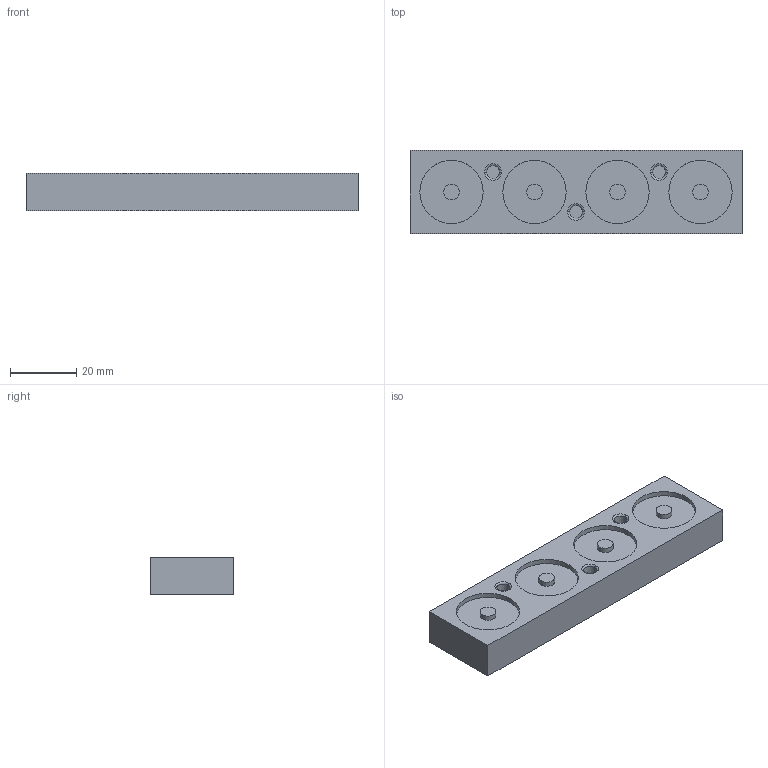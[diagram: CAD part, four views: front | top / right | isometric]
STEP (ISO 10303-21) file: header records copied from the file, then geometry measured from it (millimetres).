
FILE_DESCRIPTION (( 'STEP AP214' ), '1' );
FILE_NAME ('OWV Rev5 seal mold female.STEP', '2020-04-07T16:11:57', ( '' ), ( '' ), 'SwSTEP 2.0', 'SolidWorks 2019', '' );
FILE_SCHEMA (( 'AUTOMOTIVE_DESIGN' ));
Length unit declared in the file: millimetre
Products named in the file (1): OWV Rev5 seal mold female
Bounding box: 100 x 25 x 11.25 mm (x, y, z)
Volume: 26331 mm3; surface area: 8424.5 mm2
Topology: 1 solids, 1 shells, 45 faces, 90 edges, 58 vertices
Faces by surface type: plane 17, cylinder 16, torus 6, cone 6
Entity records: 1226 total; most frequent: DIRECTION 238, CARTESIAN_POINT 194, ORIENTED_EDGE 180, AXIS2_PLACEMENT_3D 102, EDGE_CURVE 90, VERTEX_POINT 58, CIRCLE 56, EDGE_LOOP 56
